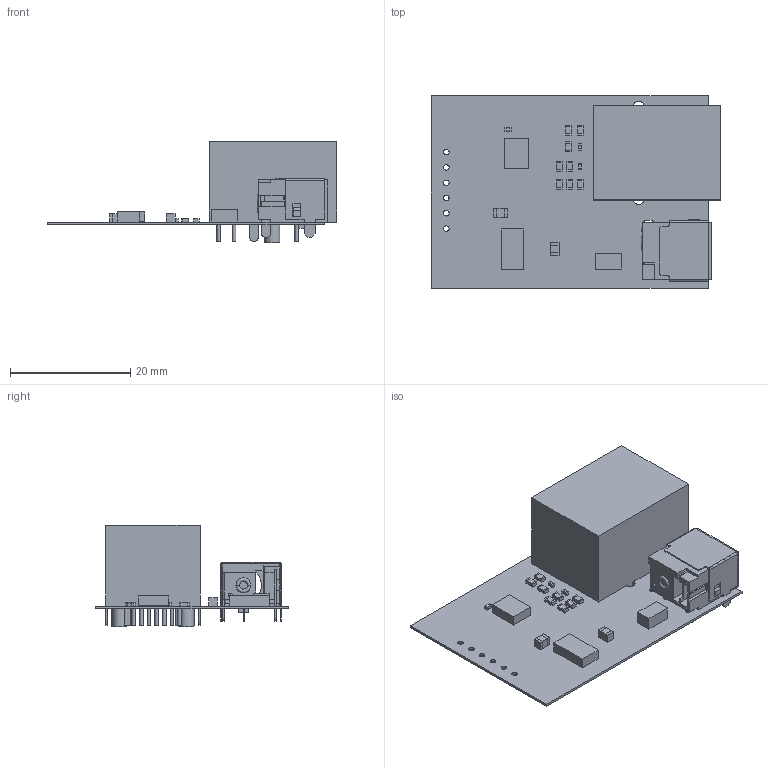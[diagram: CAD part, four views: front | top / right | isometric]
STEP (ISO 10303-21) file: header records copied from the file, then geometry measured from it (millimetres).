
FILE_DESCRIPTION(('Open CASCADE Model'),'2;1');
FILE_NAME('Open CASCADE Shape Model','2020-04-14T21:52:37',('Author'),( 'Open CASCADE'),'Open CASCADE STEP processor 6.8','Open CASCADE 6.8' ,'Unknown');
FILE_SCHEMA(('AUTOMOTIVE_DESIGN { 1 0 10303 214 1 1 1 1 }'));
Length unit declared in the file: millimetre
Products named in the file (48): PCB; Board; Open CASCADE STEP translator 6.8 4.1.1; R9; 6660519184; Extruded; 6660517104; R7; R6; R5; R4; R3; C5; 6437560992; 6687841536; C4; J2; CUI_PJ-051AH; U2; 6672839872; U1; 6672840032; R2; R1; J1; 59??8P8C???_RJ45??_???_??_?21.5mm_RJ45????_v2; F1; D1; 6529029344; C3; 6672831792; 6672828592; C2; 6672834432; 6672840992; C1; 6437555632
Assembly tree (77 placements, depth 4):
  PCB
    Board
      Open CASCADE STEP translator 6.8 4.1.1
    R9
      6660519184  x2
        Extruded
      6660517104
        Extruded
    R7
      6660519184  x2
        Extruded
      6660517104
        Extruded
    R6
      6660519184  x2
        Extruded
      6660517104
        Extruded
    R5
      6660519184  x2
        Extruded
      6660517104
        Extruded
    R4
      6660519184  x2
        Extruded
      6660517104
        Extruded
    R3
      6660519184  x2
        Extruded
      6660517104
        Extruded
    C5
      6437560992
        Extruded
      6687841536  x2
        Extruded
    C4
      6437560992
        Extruded
      6687841536  x2
        Extruded
    J2
      CUI_PJ-051AH
    U2
      6672839872
        Extruded
    U1
      6672840032
        Extruded
    R2
      6660519184  x2
        Extruded
      6660517104
        Extruded
    R1
      6660519184  x2
        Extruded
      6660517104
Bounding box: 48.08 x 32 x 16.8 mm (x, y, z)
Volume: 3639.2 mm3; surface area: 7284 mm2
Topology: 53 solids, 53 shells, 557 faces, 1285 edges, 856 vertices
Faces by surface type: plane 471, cylinder 82, sphere 2, torus 2
Full cylindrical faces by diameter (mm): 0.6 x12, 0.9 x6, 1.1 x12, 1.7 x2, 2.5 x2, 3 x1, 3.2 x2
Entity records: 13446 total; most frequent: CARTESIAN_POINT 2006, DIRECTION 2005, ORIENTED_EDGE 1846, EDGE_CURVE 923, LINE 747, VECTOR 747, AXIS2_PLACEMENT_3D 629, VERTEX_POINT 616
